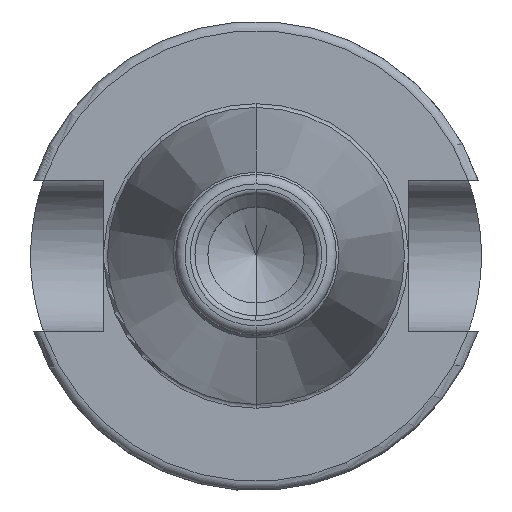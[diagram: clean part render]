
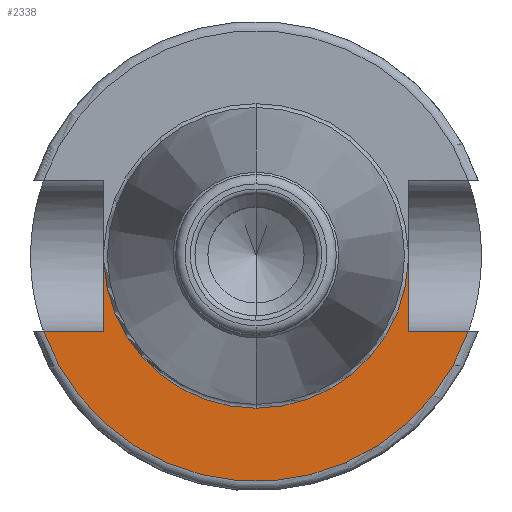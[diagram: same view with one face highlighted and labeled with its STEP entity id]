
A CAD part, top view. The second image highlights one B-rep face of the part: STEP entity #2338.
In plain terms, the highlighted planar face has unit normal (0, 0, 1).
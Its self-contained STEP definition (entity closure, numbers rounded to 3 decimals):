
#310=DIRECTION('',(1,0,0));
#311=VECTOR('',#310,6.41);
#312=CARTESIAN_POINT('',(-22.61,-8.05,8));
#313=LINE('',#312,#311);
#314=DIRECTION('',(0,1,0));
#315=VECTOR('',#314,7.315);
#316=CARTESIAN_POINT('',(-16.2,-8.05,8));
#317=LINE('',#316,#315);
#318=DIRECTION('',(0,-1,0));
#319=VECTOR('',#318,7.315);
#320=CARTESIAN_POINT('',(16.2,-0.735,8));
#321=LINE('',#320,#319);
#322=DIRECTION('',(-1,0,0));
#323=VECTOR('',#322,6.41);
#324=CARTESIAN_POINT('',(22.61,-8.05,8));
#325=LINE('',#324,#323);
#363=CARTESIAN_POINT('',(0,0,8));
#364=DIRECTION('',(0,0,1));
#365=DIRECTION('',(-0.999,-0.045,0));
#366=AXIS2_PLACEMENT_3D('',#363,#364,#365);
#374=CARTESIAN_POINT('',(0,0,8));
#375=DIRECTION('',(0,0,-1));
#376=DIRECTION('',(0.999,-0.045,0));
#377=AXIS2_PLACEMENT_3D('',#374,#375,#376);
#745=CARTESIAN_POINT('',(0,0,8));
#746=DIRECTION('',(0,0,1));
#747=DIRECTION('',(-0.942,-0.335,0));
#748=AXIS2_PLACEMENT_3D('',#745,#746,#747);
#1699=CARTESIAN_POINT('',(0,-16.217,8));
#1701=VERTEX_POINT('',#1699);
#1745=CARTESIAN_POINT('',(-22.61,-8.05,8));
#1746=CARTESIAN_POINT('',(-16.2,-8.05,8));
#1747=VERTEX_POINT('',#1745);
#1748=VERTEX_POINT('',#1746);
#1749=CARTESIAN_POINT('',(-16.2,-0.735,8));
#1750=VERTEX_POINT('',#1749);
#1761=CARTESIAN_POINT('',(16.2,-0.735,8));
#1762=CARTESIAN_POINT('',(16.2,-8.05,8));
#1763=VERTEX_POINT('',#1761);
#1764=VERTEX_POINT('',#1762);
#1765=CARTESIAN_POINT('',(22.61,-8.05,8));
#1766=VERTEX_POINT('',#1765);
#2321=CARTESIAN_POINT('',(0,0,8));
#2322=DIRECTION('',(0,0,-1));
#2323=DIRECTION('',(0,-1,0));
#2324=AXIS2_PLACEMENT_3D('',#2321,#2322,#2323);
#2325=PLANE('',#2324);
#2326=ORIENTED_EDGE('',*,*,#2154,.T.);
#2327=ORIENTED_EDGE('',*,*,#2136,.T.);
#2329=ORIENTED_EDGE('',*,*,#2328,.T.);
#2331=ORIENTED_EDGE('',*,*,#2330,.F.);
#2332=ORIENTED_EDGE('',*,*,#2280,.T.);
#2333=ORIENTED_EDGE('',*,*,#2265,.F.);
#2335=ORIENTED_EDGE('',*,*,#2334,.F.);
#2336=EDGE_LOOP('',(#2326,#2327,#2329,#2331,#2332,#2333,#2335));
#2337=FACE_OUTER_BOUND('',#2336,.F.);
#2338=ADVANCED_FACE('',(#2337),#2325,.F.);
#367=CIRCLE('',#366,16.217);
#378=CIRCLE('',#377,16.217);
#749=CIRCLE('',#748,24);
#2136=EDGE_CURVE('',#1748,#1750,#317,.T.);
#2154=EDGE_CURVE('',#1747,#1748,#313,.T.);
#2265=EDGE_CURVE('',#1766,#1764,#325,.T.);
#2280=EDGE_CURVE('',#1763,#1764,#321,.T.);
#2328=EDGE_CURVE('',#1750,#1701,#367,.T.);
#2330=EDGE_CURVE('',#1763,#1701,#378,.T.);
#2334=EDGE_CURVE('',#1747,#1766,#749,.T.);
